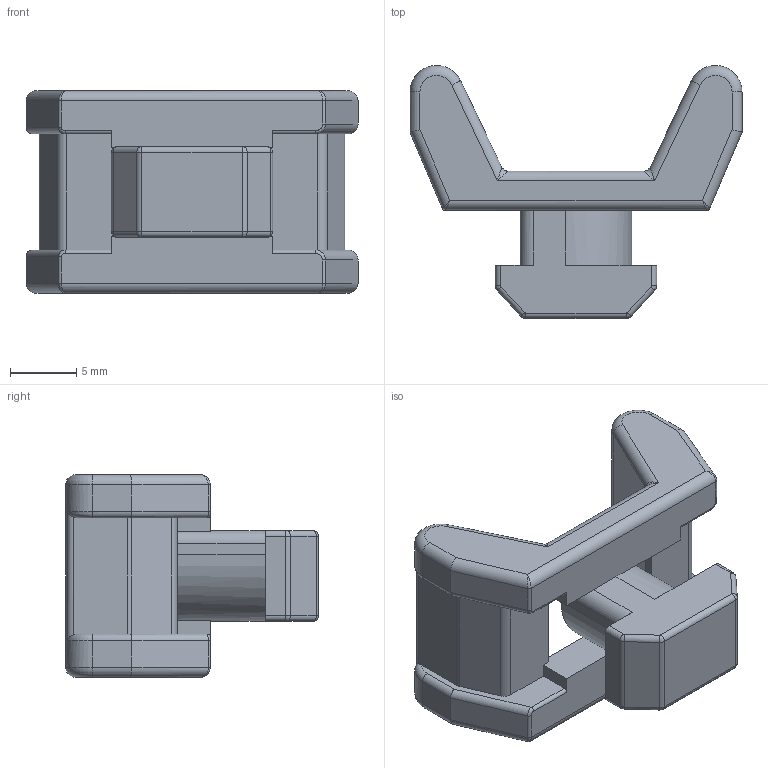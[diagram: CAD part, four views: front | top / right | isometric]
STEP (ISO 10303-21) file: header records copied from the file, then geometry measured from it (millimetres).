
FILE_DESCRIPTION(/* description */ (''),/* implementation_level */ '2;1');
FILE_NAME(/* name */ '66-120-0.step',/* time_stamp */ '2021-09-10T15:27:22-04:00',/* author */ (''),/* organization */ (''),/* preprocessor_version */ 'ST-DEVELOPER v18.1',/* originating_system */ 'Autodesk Translation Framework v10.10.0.1391',/* authorisation */ '');
FILE_SCHEMA (('AUTOMOTIVE_DESIGN { 1 0 10303 214 3 1 1 }'));
Length unit declared in the file: millimetre
Products named in the file (1): 66-120-0
Bounding box: 25 x 19.04 x 15.24 mm (x, y, z)
Volume: 2120.2 mm3; surface area: 1742.8 mm2
Topology: 1 solids, 1 shells, 136 faces, 351 edges, 206 vertices
Faces by surface type: cylinder 61, plane 47, bspline 20, torus 8
Full cylindrical faces by diameter (mm): 4 x1
Entity records: 4414 total; most frequent: CARTESIAN_POINT 1098, DIRECTION 711, ORIENTED_EDGE 686, EDGE_CURVE 343, AXIS2_PLACEMENT_3D 259, VERTEX_POINT 206, LINE 193, VECTOR 193
